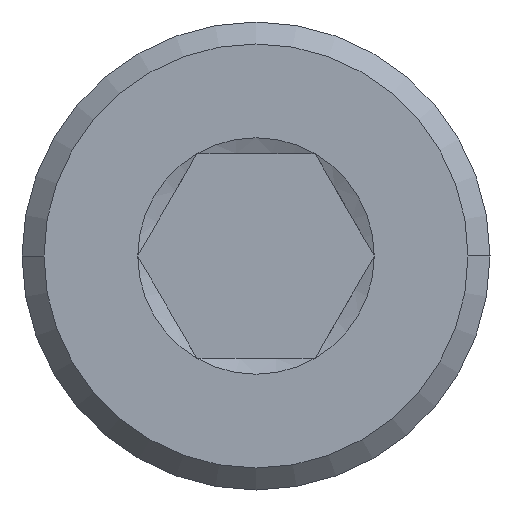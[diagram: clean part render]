
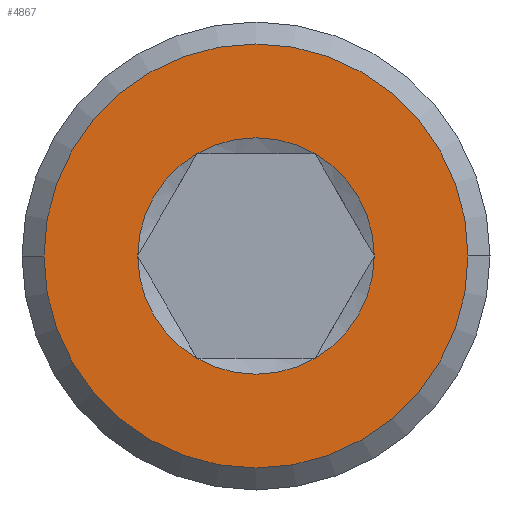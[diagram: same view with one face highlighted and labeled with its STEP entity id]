
A CAD part, left-side view. The second image highlights one B-rep face of the part: STEP entity #4867.
In plain terms, the highlighted planar face has unit normal (-1, 0, 0).
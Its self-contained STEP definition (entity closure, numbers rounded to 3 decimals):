
#102 = DIRECTION ( 'NONE',  ( 0., 1., 0. ) ) ;
#327 = CIRCLE ( 'NONE', #421, 7.25 ) ;
#421 = AXIS2_PLACEMENT_3D ( 'NONE', #610, #3004, #2988 ) ;
#447 = ORIENTED_EDGE ( 'NONE', *, *, #3304, .F. ) ;
#549 = ORIENTED_EDGE ( 'NONE', *, *, #616, .F. ) ;
#550 = CARTESIAN_POINT ( 'NONE',  ( -21., 2.021, -3.5 ) ) ;
#576 = CARTESIAN_POINT ( 'NONE',  ( -21., -7.25, 0. ) ) ;
#610 = CARTESIAN_POINT ( 'NONE',  ( -21., 0., 0. ) ) ;
#616 = EDGE_CURVE ( 'NONE', #2283, #3517, #650, .T. ) ;
#650 = CIRCLE ( 'NONE', #1243, 7.25 ) ;
#698 = ORIENTED_EDGE ( 'NONE', *, *, #2109, .F. ) ;
#702 = CARTESIAN_POINT ( 'NONE',  ( -21., 0., 0. ) ) ;
#766 = CARTESIAN_POINT ( 'NONE',  ( -21., 7.25, 0. ) ) ;
#936 = CIRCLE ( 'NONE', #5049, 4.041 ) ;
#955 = EDGE_CURVE ( 'NONE', #3836, #3025, #4226, .T. ) ;
#1067 = CIRCLE ( 'NONE', #1791, 4.041 ) ;
#1178 = CIRCLE ( 'NONE', #2218, 4.041 ) ;
#1243 = AXIS2_PLACEMENT_3D ( 'NONE', #1666, #4858, #102 ) ;
#1379 = VERTEX_POINT ( 'NONE', #1887 ) ;
#1394 = AXIS2_PLACEMENT_3D ( 'NONE', #2188, #3831, #4620 ) ;
#1533 = CARTESIAN_POINT ( 'NONE',  ( -21., -2.021, 3.5 ) ) ;
#1597 = CARTESIAN_POINT ( 'NONE',  ( -21., 7.25, 0. ) ) ;
#1619 = CARTESIAN_POINT ( 'NONE',  ( -21., 2.021, 3.5 ) ) ;
#1666 = CARTESIAN_POINT ( 'NONE',  ( -21., 0., 0. ) ) ;
#1778 = EDGE_LOOP ( 'NONE', ( #3892, #447, #2671, #3016, #3858, #4379 ) ) ;
#1783 = VERTEX_POINT ( 'NONE', #4878 ) ;
#1790 = DIRECTION ( 'NONE',  ( 0., -1., 0. ) ) ;
#1791 = AXIS2_PLACEMENT_3D ( 'NONE', #702, #3108, #2679 ) ;
#1838 = VERTEX_POINT ( 'NONE', #550 ) ;
#1887 = CARTESIAN_POINT ( 'NONE',  ( -21., -4.041, 0. ) ) ;
#2109 = EDGE_CURVE ( 'NONE', #3517, #2283, #327, .T. ) ;
#2136 = DIRECTION ( 'NONE',  ( 0., -1., 0. ) ) ;
#2188 = CARTESIAN_POINT ( 'NONE',  ( -21., 0., 0. ) ) ;
#2212 = EDGE_CURVE ( 'NONE', #3025, #3506, #2920, .T. ) ;
#2218 = AXIS2_PLACEMENT_3D ( 'NONE', #2757, #3547, #5132 ) ;
#2283 = VERTEX_POINT ( 'NONE', #1597 ) ;
#2596 = EDGE_LOOP ( 'NONE', ( #549, #698 ) ) ;
#2671 = ORIENTED_EDGE ( 'NONE', *, *, #4669, .F. ) ;
#2679 = DIRECTION ( 'NONE',  ( 0., -1., 0. ) ) ;
#2757 = CARTESIAN_POINT ( 'NONE',  ( -21., 0., 0. ) ) ;
#2920 = CIRCLE ( 'NONE', #1394, 4.041 ) ;
#2988 = DIRECTION ( 'NONE',  ( 0., 1., 0. ) ) ;
#3004 = DIRECTION ( 'NONE',  ( 1., 0., 0. ) ) ;
#3016 = ORIENTED_EDGE ( 'NONE', *, *, #3467, .F. ) ;
#3024 = AXIS2_PLACEMENT_3D ( 'NONE', #3854, #4628, #5030 ) ;
#3025 = VERTEX_POINT ( 'NONE', #1619 ) ;
#3097 = EDGE_CURVE ( 'NONE', #1379, #3836, #1067, .T. ) ;
#3108 = DIRECTION ( 'NONE',  ( -1., 0., 0. ) ) ;
#3119 = PLANE ( 'NONE',  #5000 ) ;
#3133 = AXIS2_PLACEMENT_3D ( 'NONE', #3825, #4157, #1790 ) ;
#3304 = EDGE_CURVE ( 'NONE', #1783, #1379, #1178, .T. ) ;
#3467 = EDGE_CURVE ( 'NONE', #3506, #1838, #936, .T. ) ;
#3506 = VERTEX_POINT ( 'NONE', #4013 ) ;
#3517 = VERTEX_POINT ( 'NONE', #576 ) ;
#3527 = DIRECTION ( 'NONE',  ( -1., 0., 0. ) ) ;
#3547 = DIRECTION ( 'NONE',  ( -1., 0., 0. ) ) ;
#3684 = FACE_BOUND ( 'NONE', #1778, .T. ) ;
#3760 = CIRCLE ( 'NONE', #3024, 4.041 ) ;
#3825 = CARTESIAN_POINT ( 'NONE',  ( -21., 0., 0. ) ) ;
#3831 = DIRECTION ( 'NONE',  ( -1., 0., 0. ) ) ;
#3836 = VERTEX_POINT ( 'NONE', #1533 ) ;
#3854 = CARTESIAN_POINT ( 'NONE',  ( -21., 0., 0. ) ) ;
#3858 = ORIENTED_EDGE ( 'NONE', *, *, #2212, .F. ) ;
#3885 = FACE_OUTER_BOUND ( 'NONE', #2596, .T. ) ;
#3892 = ORIENTED_EDGE ( 'NONE', *, *, #3097, .F. ) ;
#3930 = DIRECTION ( 'NONE',  ( 0., -1., 0. ) ) ;
#4013 = CARTESIAN_POINT ( 'NONE',  ( -21., 4.041, 0. ) ) ;
#4157 = DIRECTION ( 'NONE',  ( -1., 0., 0. ) ) ;
#4226 = CIRCLE ( 'NONE', #3133, 4.041 ) ;
#4379 = ORIENTED_EDGE ( 'NONE', *, *, #955, .F. ) ;
#4620 = DIRECTION ( 'NONE',  ( 0., -1., 0. ) ) ;
#4628 = DIRECTION ( 'NONE',  ( -1., 0., 0. ) ) ;
#4669 = EDGE_CURVE ( 'NONE', #1838, #1783, #3760, .T. ) ;
#4858 = DIRECTION ( 'NONE',  ( 1., 0., 0. ) ) ;
#4867 = ADVANCED_FACE ( 'NONE', ( #3684, #3885 ), #3119, .T. ) ;
#4878 = CARTESIAN_POINT ( 'NONE',  ( -21., -2.021, -3.5 ) ) ;
#4887 = DIRECTION ( 'NONE',  ( -1., 0., 0. ) ) ;
#4924 = CARTESIAN_POINT ( 'NONE',  ( -21., 0., 0. ) ) ;
#5000 = AXIS2_PLACEMENT_3D ( 'NONE', #766, #3527, #3930 ) ;
#5030 = DIRECTION ( 'NONE',  ( 0., -1., 0. ) ) ;
#5049 = AXIS2_PLACEMENT_3D ( 'NONE', #4924, #4887, #2136 ) ;
#5132 = DIRECTION ( 'NONE',  ( 0., -1., 0. ) ) ;
